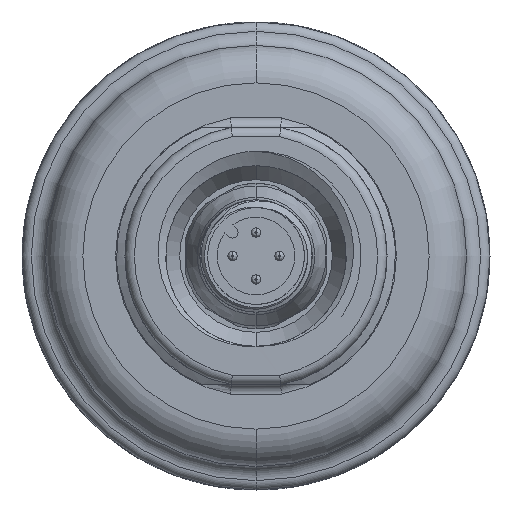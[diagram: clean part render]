
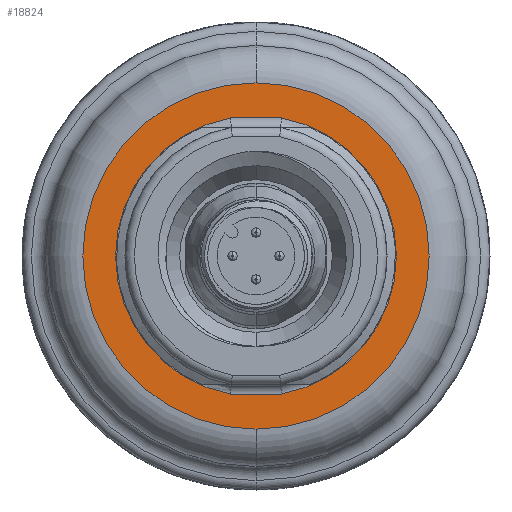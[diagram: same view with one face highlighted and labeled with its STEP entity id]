
A CAD part, front view. The second image highlights one B-rep face of the part: STEP entity #18824.
In plain terms, the highlighted planar face has unit normal (0, -1, 0).
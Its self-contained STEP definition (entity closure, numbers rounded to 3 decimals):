
#2134=CARTESIAN_POINT('',(0.,-3.,0.));
#2135=DIRECTION('',(0.,-1.,0.));
#2136=DIRECTION('',(0.,0.,-1.));
#2137=AXIS2_PLACEMENT_3D('',#2134,#2135,#2136);
#2139=CARTESIAN_POINT('',(0.,-3.,0.));
#2140=DIRECTION('',(0.,-1.,0.));
#2141=DIRECTION('',(0.,0.,1.));
#2142=AXIS2_PLACEMENT_3D('',#2139,#2140,#2141);
#2144=CARTESIAN_POINT('',(0.,-3.,0.));
#2145=DIRECTION('',(0.,-1.,0.));
#2146=DIRECTION('',(-0.182,0.,0.983));
#2147=AXIS2_PLACEMENT_3D('',#2144,#2145,#2146);
#2149=DIRECTION('',(1.,0.,0.));
#2150=VECTOR('',#2149,5.454);
#2151=CARTESIAN_POINT('',(-2.727,-3.,-14.75));
#2152=LINE('',#2151,#2150);
#2153=CARTESIAN_POINT('',(0.,-3.,0.));
#2154=DIRECTION('',(0.,-1.,0.));
#2155=DIRECTION('',(0.182,0.,-0.983));
#2156=AXIS2_PLACEMENT_3D('',#2153,#2154,#2155);
#2158=DIRECTION('',(-1.,0.,0.));
#2159=VECTOR('',#2158,5.454);
#2160=CARTESIAN_POINT('',(2.727,-3.,14.75));
#2161=LINE('',#2160,#2159);
#15042=CARTESIAN_POINT('',(-2.727,-3.,14.75));
#15043=CARTESIAN_POINT('',(-2.727,-3.,-14.75));
#15044=VERTEX_POINT('',#15042);
#15045=VERTEX_POINT('',#15043);
#15050=CARTESIAN_POINT('',(2.727,-3.,-14.75));
#15051=CARTESIAN_POINT('',(2.727,-3.,14.75));
#15052=VERTEX_POINT('',#15050);
#15053=VERTEX_POINT('',#15051);
#15294=CARTESIAN_POINT('',(0.,-3.,-18.5));
#15295=CARTESIAN_POINT('',(0.,-3.,18.5));
#15296=VERTEX_POINT('',#15294);
#15297=VERTEX_POINT('',#15295);
#18804=CARTESIAN_POINT('',(0.,-3.,0.));
#18805=DIRECTION('',(0.,-1.,0.));
#18806=DIRECTION('',(0.,0.,1.));
#18807=AXIS2_PLACEMENT_3D('',#18804,#18805,#18806);
#18808=PLANE('',#18807);
#18810=ORIENTED_EDGE('',*,*,#18809,.F.);
#18812=ORIENTED_EDGE('',*,*,#18811,.F.);
#18813=EDGE_LOOP('',(#18810,#18812));
#18814=FACE_OUTER_BOUND('',#18813,.F.);
#18815=ORIENTED_EDGE('',*,*,#18794,.T.);
#18817=ORIENTED_EDGE('',*,*,#18816,.T.);
#18819=ORIENTED_EDGE('',*,*,#18818,.T.);
#18821=ORIENTED_EDGE('',*,*,#18820,.T.);
#18822=EDGE_LOOP('',(#18815,#18817,#18819,#18821));
#18823=FACE_BOUND('',#18822,.F.);
#18824=ADVANCED_FACE('',(#18814,#18823),#18808,.T.);
#2138=CIRCLE('',#2137,18.5);
#2143=CIRCLE('',#2142,18.5);
#2148=CIRCLE('',#2147,15.);
#2157=CIRCLE('',#2156,15.);
#18794=EDGE_CURVE('',#15044,#15045,#2148,.T.);
#18809=EDGE_CURVE('',#15296,#15297,#2138,.T.);
#18811=EDGE_CURVE('',#15297,#15296,#2143,.T.);
#18816=EDGE_CURVE('',#15045,#15052,#2152,.T.);
#18818=EDGE_CURVE('',#15052,#15053,#2157,.T.);
#18820=EDGE_CURVE('',#15053,#15044,#2161,.T.);
